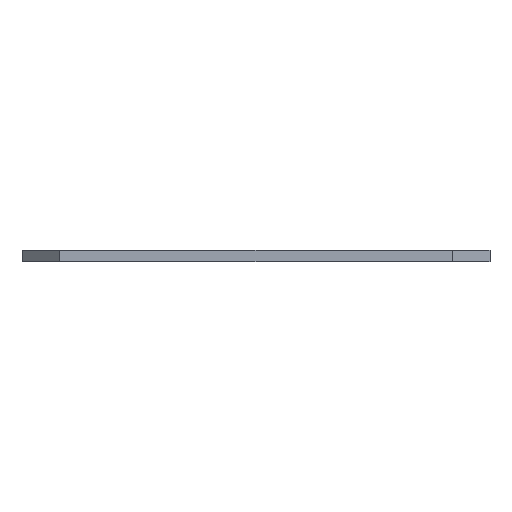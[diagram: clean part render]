
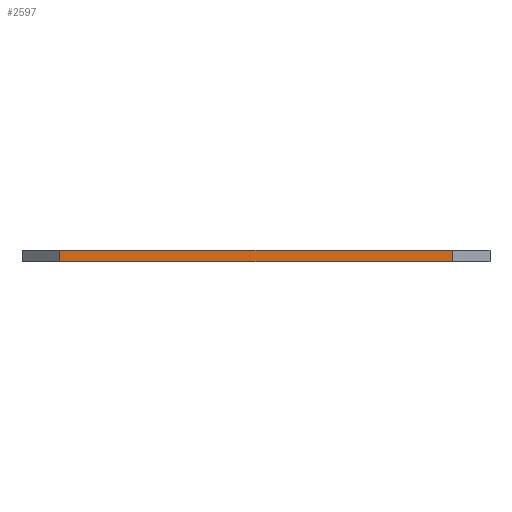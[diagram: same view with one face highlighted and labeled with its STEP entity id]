
A CAD part, left-side view. The second image highlights one B-rep face of the part: STEP entity #2597.
In plain terms, the highlighted planar face has unit normal (-1, 0, 0).
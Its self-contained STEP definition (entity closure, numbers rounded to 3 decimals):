
#49 = CARTESIAN_POINT ( 'NONE',  ( -92.5, 26., 0. ) ) ;
#96 = CARTESIAN_POINT ( 'NONE',  ( -92.5, 26., 1.5 ) ) ;
#281 = ORIENTED_EDGE ( 'NONE', *, *, #2577, .F. ) ;
#286 = LINE ( 'NONE', #2409, #2484 ) ;
#291 = LINE ( 'NONE', #2287, #2327 ) ;
#297 = EDGE_CURVE ( 'NONE', #2829, #757, #286, .T. ) ;
#586 = VECTOR ( 'NONE', #621, 1000. ) ;
#617 = LINE ( 'NONE', #49, #2037 ) ;
#621 = DIRECTION ( 'NONE',  ( 0., -1., 0. ) ) ;
#757 = VERTEX_POINT ( 'NONE', #3308 ) ;
#886 = PLANE ( 'NONE',  #943 ) ;
#901 = DIRECTION ( 'NONE',  ( 1., 0., 0. ) ) ;
#940 = EDGE_CURVE ( 'NONE', #2127, #757, #617, .T. ) ;
#943 = AXIS2_PLACEMENT_3D ( 'NONE', #2500, #901, #2764 ) ;
#1046 = CARTESIAN_POINT ( 'NONE',  ( -92.5, 26., 0. ) ) ;
#1153 = VERTEX_POINT ( 'NONE', #3269 ) ;
#1212 = LINE ( 'NONE', #96, #586 ) ;
#1538 = EDGE_CURVE ( 'NONE', #1153, #2127, #291, .T. ) ;
#1614 = DIRECTION ( 'NONE',  ( 0., 0., -1. ) ) ;
#1755 = FACE_OUTER_BOUND ( 'NONE', #2679, .T. ) ;
#1905 = DIRECTION ( 'NONE',  ( 0., -1., 0. ) ) ;
#1927 = ORIENTED_EDGE ( 'NONE', *, *, #297, .F. ) ;
#1955 = ORIENTED_EDGE ( 'NONE', *, *, #1538, .T. ) ;
#2037 = VECTOR ( 'NONE', #1905, 1000. ) ;
#2127 = VERTEX_POINT ( 'NONE', #1046 ) ;
#2287 = CARTESIAN_POINT ( 'NONE',  ( -92.5, 26., 1.5 ) ) ;
#2327 = VECTOR ( 'NONE', #3357, 1000. ) ;
#2409 = CARTESIAN_POINT ( 'NONE',  ( -92.5, -26., 1.5 ) ) ;
#2484 = VECTOR ( 'NONE', #1614, 1000. ) ;
#2500 = CARTESIAN_POINT ( 'NONE',  ( -92.5, 26., 1.5 ) ) ;
#2577 = EDGE_CURVE ( 'NONE', #1153, #2829, #1212, .T. ) ;
#2597 = ADVANCED_FACE ( 'NONE', ( #1755 ), #886, .F. ) ;
#2679 = EDGE_LOOP ( 'NONE', ( #3141, #1927, #281, #1955 ) ) ;
#2764 = DIRECTION ( 'NONE',  ( 0., 1., 0. ) ) ;
#2829 = VERTEX_POINT ( 'NONE', #3413 ) ;
#3141 = ORIENTED_EDGE ( 'NONE', *, *, #940, .T. ) ;
#3269 = CARTESIAN_POINT ( 'NONE',  ( -92.5, 26., 1.5 ) ) ;
#3308 = CARTESIAN_POINT ( 'NONE',  ( -92.5, -26., 0. ) ) ;
#3357 = DIRECTION ( 'NONE',  ( 0., 0., -1. ) ) ;
#3413 = CARTESIAN_POINT ( 'NONE',  ( -92.5, -26., 1.5 ) ) ;
